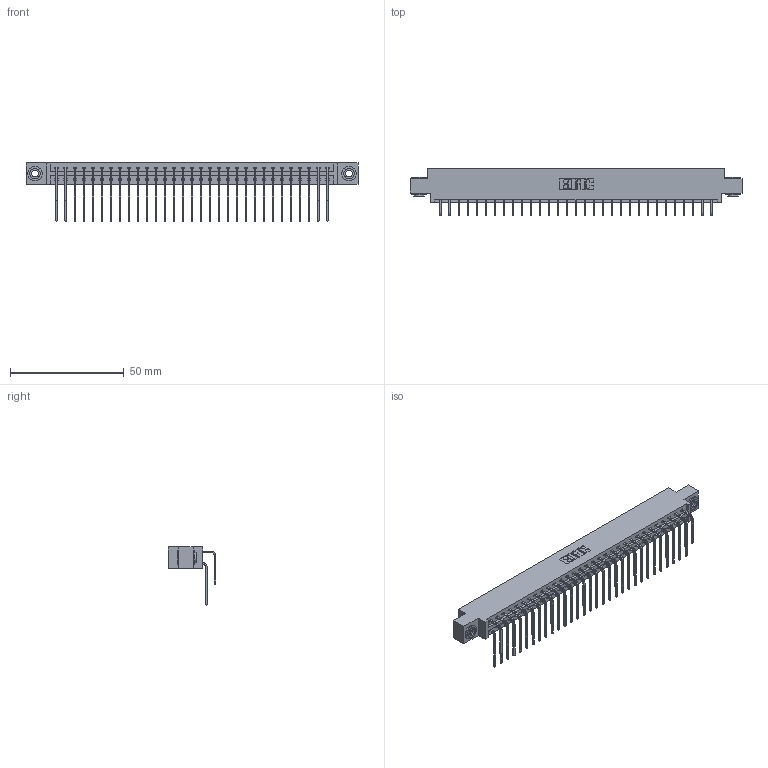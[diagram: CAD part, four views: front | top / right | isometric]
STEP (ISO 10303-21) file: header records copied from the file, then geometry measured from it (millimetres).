
FILE_DESCRIPTION (( 'STEP AP203' ), '1' );
FILE_NAME ('337-062-559-803.STEP', '2018-08-11T04:59:51', ( '' ), ( '' ), 'SwSTEP 2.0', 'SolidWorks 2016', '' );
FILE_SCHEMA (( 'CONFIG_CONTROL_DESIGN' ));
Length unit declared in the file: inch
Products named in the file (5): 337 Part_0.170 Offset - 0.156 Dia-TH; 345-292-001_558 559 Tail - 1; 345-292-001_559 Tail - 2; 345-250-002_345-250-002-102; 337-062-559-803
Assembly tree (65 placements, depth 2):
  337-062-559-803
    337 Part_0.170 Offset - 0.156 Dia-TH
    345-292-001_558 559 Tail - 1  x31
    345-292-001_559 Tail - 2  x31
    345-250-002_345-250-002-102  x2
Bounding box: 145.85 x 20.9 x 25.53 mm (x, y, z)
Volume: 15483.6 mm3; surface area: 19525.5 mm2
Topology: 65 solids, 65 shells, 3628 faces, 10753 edges, 7082 vertices
Faces by surface type: plane 2564, cylinder 1056, cone 8
Entity records: 28024 total; most frequent: CARTESIAN_POINT 4752, ORIENTED_EDGE 4630, DIRECTION 4077, EDGE_CURVE 2315, LINE 2123, VECTOR 2123, VERTEX_POINT 1538, AXIS2_PLACEMENT_3D 977
